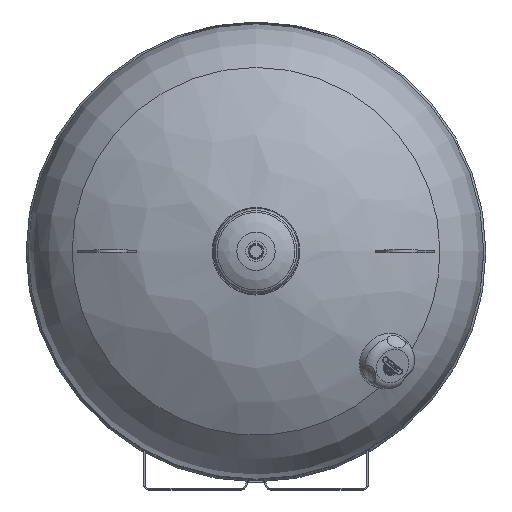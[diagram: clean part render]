
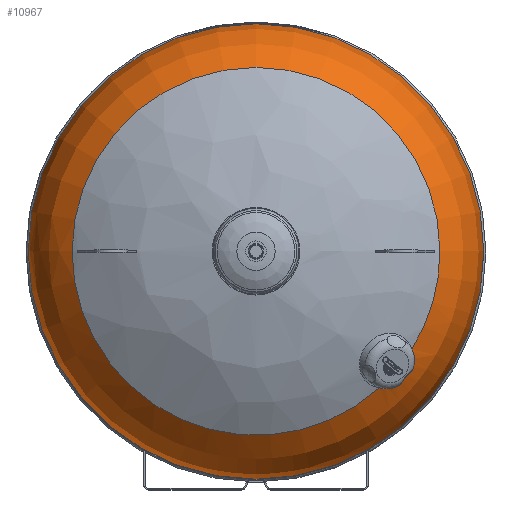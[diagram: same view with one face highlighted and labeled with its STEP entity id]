
A CAD part, top view. The second image highlights one B-rep face of the part: STEP entity #10967.
In plain terms, the highlighted toroidal (fillet/blend) face has major radius 155.349 mm and minor radius 119.652 mm.
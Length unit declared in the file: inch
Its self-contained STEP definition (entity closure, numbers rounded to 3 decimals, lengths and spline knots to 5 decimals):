
#121=TOROIDAL_SURFACE('',#11809,6.11612,4.7107);
#608=B_SPLINE_CURVE_WITH_KNOTS('',3,(#18519,#18520,#18521,#18522,#18523,
#18524,#18525,#18526,#18527,#18528,#18529,#18530,#18531,#18532,#18533,#18534,
#18535,#18536,#18537,#18538,#18539,#18540,#18541,#18542),.UNSPECIFIED.,
 .F.,.F.,(4,2,2,2,2,2,2,2,2,2,2,4),(0.,11.55302,24.41836,
31.32728,34.57401,37.07116,39.731,43.82532,
48.54316,57.28566,66.06418,73.18261),
 .UNSPECIFIED.);
#739=FACE_BOUND('',#3406,.T.);
#2698=FACE_OUTER_BOUND('',#3405,.T.);
#3405=EDGE_LOOP('',(#8203));
#3406=EDGE_LOOP('',(#8204,#8205,#8206));
#3960=CIRCLE('',#11353,10.82677);
#4162=CIRCLE('',#11810,8.74344);
#4163=CIRCLE('',#11811,8.74344);
#4439=VERTEX_POINT('',#15487);
#4873=VERTEX_POINT('',#18517);
#4874=VERTEX_POINT('',#18518);
#4875=VERTEX_POINT('',#18543);
#5480=EDGE_CURVE('',#4439,#4439,#3960,.T.);
#6107=EDGE_CURVE('',#4873,#4874,#608,.T.);
#6108=EDGE_CURVE('',#4873,#4875,#4162,.T.);
#6109=EDGE_CURVE('',#4875,#4874,#4163,.T.);
#8203=ORIENTED_EDGE('',*,*,#5480,.F.);
#8204=ORIENTED_EDGE('',*,*,#6107,.F.);
#8205=ORIENTED_EDGE('',*,*,#6108,.T.);
#8206=ORIENTED_EDGE('',*,*,#6109,.T.);
#10967=ADVANCED_FACE('',(#2698,#739),#121,.T.);
#11353=AXIS2_PLACEMENT_3D('',#15488,#12477,#12478);
#11809=AXIS2_PLACEMENT_3D('',#18516,#13700,#13701);
#11810=AXIS2_PLACEMENT_3D('',#18544,#13702,#13703);
#11811=AXIS2_PLACEMENT_3D('',#18545,#13704,#13705);
#12477=DIRECTION('center_axis',(0.,0.,-1.));
#12478=DIRECTION('ref_axis',(-1.,0.,0.));
#13700=DIRECTION('center_axis',(0.,0.,-1.));
#13701=DIRECTION('ref_axis',(-1.,0.,0.));
#13702=DIRECTION('center_axis',(0.,0.,-1.));
#13703=DIRECTION('ref_axis',(-1.,0.,0.));
#13704=DIRECTION('center_axis',(0.,0.,-1.));
#13705=DIRECTION('ref_axis',(-1.,0.,0.));
#15487=CARTESIAN_POINT('',(-18.01113,5.61405,42.08915));
#15488=CARTESIAN_POINT('Origin',(-7.18436,5.61405,42.08915));
#18516=CARTESIAN_POINT('Origin',(-7.18436,5.61405,42.11132));
#18517=CARTESIAN_POINT('',(-1.31137,-0.86328,46.02129));
#18518=CARTESIAN_POINT('',(0.2144,0.95506,46.02129));
#18519=CARTESIAN_POINT('Ctrl Pts',(-1.31137,-0.86328,
46.02129));
#18520=CARTESIAN_POINT('Ctrl Pts',(-1.17651,-0.87733,
45.95344));
#18521=CARTESIAN_POINT('Ctrl Pts',(-1.03835,-0.86719,
45.8895));
#18522=CARTESIAN_POINT('Ctrl Pts',(-0.74878,-0.79625,
45.77219));
#18523=CARTESIAN_POINT('Ctrl Pts',(-0.6001,-0.73045,
45.72192));
#18524=CARTESIAN_POINT('Ctrl Pts',(-0.38748,-0.59121,
45.66978));
#18525=CARTESIAN_POINT('Ctrl Pts',(-0.31675,-0.53578,
45.6564));
#18526=CARTESIAN_POINT('Ctrl Pts',(-0.21943,-0.44557,
45.64443));
#18527=CARTESIAN_POINT('Ctrl Pts',(-0.18938,-0.41547,
45.64177));
#18528=CARTESIAN_POINT('Ctrl Pts',(-0.13825,-0.36016,
45.63915));
#18529=CARTESIAN_POINT('Ctrl Pts',(-0.11672,-0.33546,
45.6387));
#18530=CARTESIAN_POINT('Ctrl Pts',(-0.0738,-0.28316,
45.63924));
#18531=CARTESIAN_POINT('Ctrl Pts',(-0.05252,-0.2555,
45.64031));
#18532=CARTESIAN_POINT('Ctrl Pts',(-0.00079,-0.18371,
45.64504));
#18533=CARTESIAN_POINT('Ctrl Pts',(0.02837,-0.13879,
45.64977));
#18534=CARTESIAN_POINT('Ctrl Pts',(0.08605,-0.03959,
45.66386));
#18535=CARTESIAN_POINT('Ctrl Pts',(0.11373,0.01495,
45.67381));
#18536=CARTESIAN_POINT('Ctrl Pts',(0.183,0.17363,
45.70861));
#18537=CARTESIAN_POINT('Ctrl Pts',(0.216,0.27972,
45.73883));
#18538=CARTESIAN_POINT('Ctrl Pts',(0.2563,0.49392,
45.8119));
#18539=CARTESIAN_POINT('Ctrl Pts',(0.26332,0.60119,45.85448));
#18540=CARTESIAN_POINT('Ctrl Pts',(0.25151,0.79147,
45.9391));
#18541=CARTESIAN_POINT('Ctrl Pts',(0.23735,0.87474,
45.97949));
#18542=CARTESIAN_POINT('Ctrl Pts',(0.2144,0.95506,
46.02129));
#18543=CARTESIAN_POINT('',(1.55909,5.61405,46.02129));
#18544=CARTESIAN_POINT('Origin',(-7.18436,5.61405,46.02129));
#18545=CARTESIAN_POINT('Origin',(-7.18436,5.61405,46.02129));
